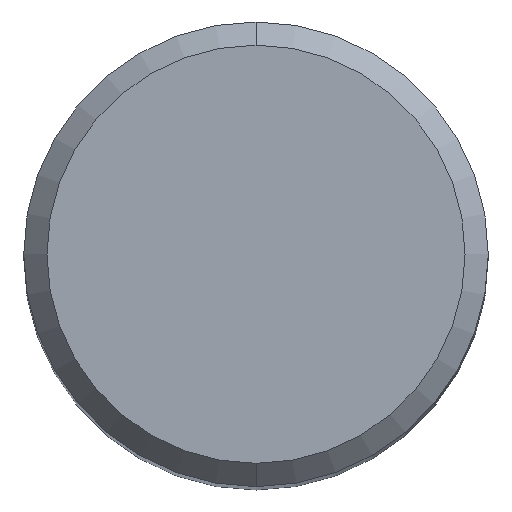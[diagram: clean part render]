
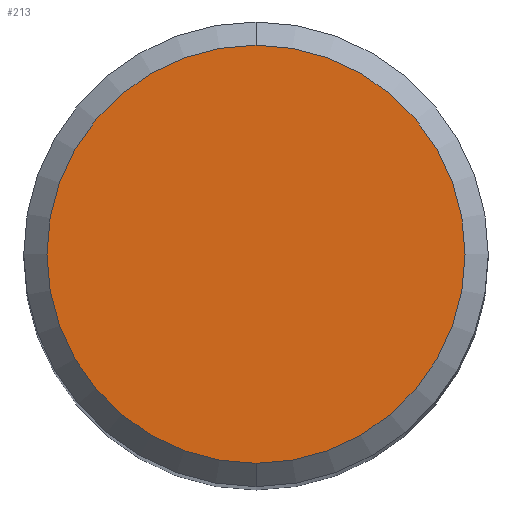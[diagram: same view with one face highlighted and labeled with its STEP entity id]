
A CAD part, top view. The second image highlights one B-rep face of the part: STEP entity #213.
In plain terms, the highlighted planar face has unit normal (0, 0, 1).
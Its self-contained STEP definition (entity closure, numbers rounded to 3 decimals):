
#107=VERTEX_POINT('',#258);
#133=EDGE_CURVE('',#185,#107,#288,.T.);
#143=EDGE_CURVE('',#107,#185,#299,.T.);
#185=VERTEX_POINT('',#347);
#213=ADVANCED_FACE('',(#378),#379,.T.);
#258=CARTESIAN_POINT('',(0.,-3.6,0.0));
#288=CIRCLE('',#463,3.6);
#299=CIRCLE('',#479,3.6);
#347=CARTESIAN_POINT('',(0.0,3.6,0.0));
#378=FACE_OUTER_BOUND('',#576,.T.);
#379=PLANE('',#577);
#463=AXIS2_PLACEMENT_3D('',#651,#652,#653);
#479=AXIS2_PLACEMENT_3D('',#669,#670,#671);
#576=EDGE_LOOP('',(#766,#767));
#577=AXIS2_PLACEMENT_3D('',#768,#769,#770);
#651=CARTESIAN_POINT('',(0.0,0.0,0.0));
#652=DIRECTION('',(0.0,0.0,-1.0));
#653=DIRECTION('',(0.0,1.0,0.0));
#669=CARTESIAN_POINT('',(0.0,0.0,0.0));
#670=DIRECTION('',(0.0,0.0,-1.0));
#671=DIRECTION('',(0.0,1.0,0.0));
#766=ORIENTED_EDGE('',*,*,#133,.F.);
#767=ORIENTED_EDGE('',*,*,#143,.F.);
#768=CARTESIAN_POINT('',(0.0,1.8,0.0));
#769=DIRECTION('',(-0.0,0.0,1.0));
#770=DIRECTION('',(0.0,-1.0,0.0));
